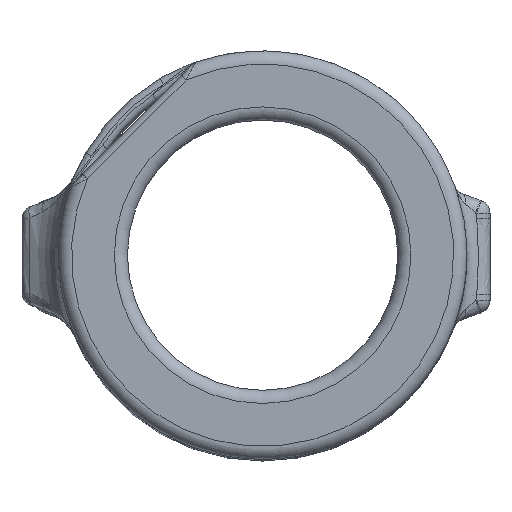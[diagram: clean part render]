
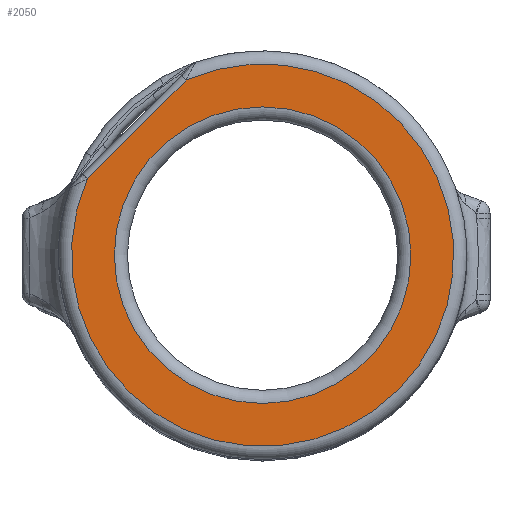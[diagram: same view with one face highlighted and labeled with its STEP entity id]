
A CAD part, top view. The second image highlights one B-rep face of the part: STEP entity #2050.
In plain terms, the highlighted planar face has unit normal (0, 0, 1).
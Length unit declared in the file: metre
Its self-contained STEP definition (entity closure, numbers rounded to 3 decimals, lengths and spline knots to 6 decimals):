
#40=PLANE('',#2228);
#79=LINE('',#3968,#163);
#163=VECTOR('',#2523,1.);
#319=CIRCLE('',#2229,0.01125);
#320=CIRCLE('',#2230,0.0145);
#541=ORIENTED_EDGE('',*,*,#1177,.T.);
#542=ORIENTED_EDGE('',*,*,#1178,.T.);
#543=ORIENTED_EDGE('',*,*,#1179,.T.);
#1177=EDGE_CURVE('',#1494,#1494,#319,.F.);
#1178=EDGE_CURVE('',#1495,#1496,#320,.T.);
#1179=EDGE_CURVE('',#1496,#1495,#79,.T.);
#1494=VERTEX_POINT('',#3964);
#1495=VERTEX_POINT('',#3966);
#1496=VERTEX_POINT('',#3967);
#1720=EDGE_LOOP('',(#541));
#1721=EDGE_LOOP('',(#542,#543));
#1889=FACE_BOUND('',#1720,.T.);
#1890=FACE_BOUND('',#1721,.T.);
#2050=ADVANCED_FACE('',(#1889,#1890),#40,.T.);
#2228=AXIS2_PLACEMENT_3D('',#3962,#2517,#2518);
#2229=AXIS2_PLACEMENT_3D('',#3963,#2519,#2520);
#2230=AXIS2_PLACEMENT_3D('',#3965,#2521,#2522);
#2517=DIRECTION('',(0.,0.,1.));
#2518=DIRECTION('',(1.,0.,0.));
#2519=DIRECTION('',(0.,0.,1.));
#2520=DIRECTION('',(1.,0.,0.));
#2521=DIRECTION('',(0.,0.,1.));
#2522=DIRECTION('',(1.,0.,0.));
#2523=DIRECTION('',(-0.707,-0.707,0.));
#3962=CARTESIAN_POINT('',(0.,0.,0.071));
#3963=CARTESIAN_POINT('',(0.,0.,0.071));
#3964=CARTESIAN_POINT('',(0.01125,0.,0.071));
#3965=CARTESIAN_POINT('',(0.,0.,0.071));
#3966=CARTESIAN_POINT('',(-0.013288,0.005804,0.071));
#3967=CARTESIAN_POINT('',(-0.005804,0.013288,0.071));
#3968=CARTESIAN_POINT('',(-0.009546,0.009546,0.071));
